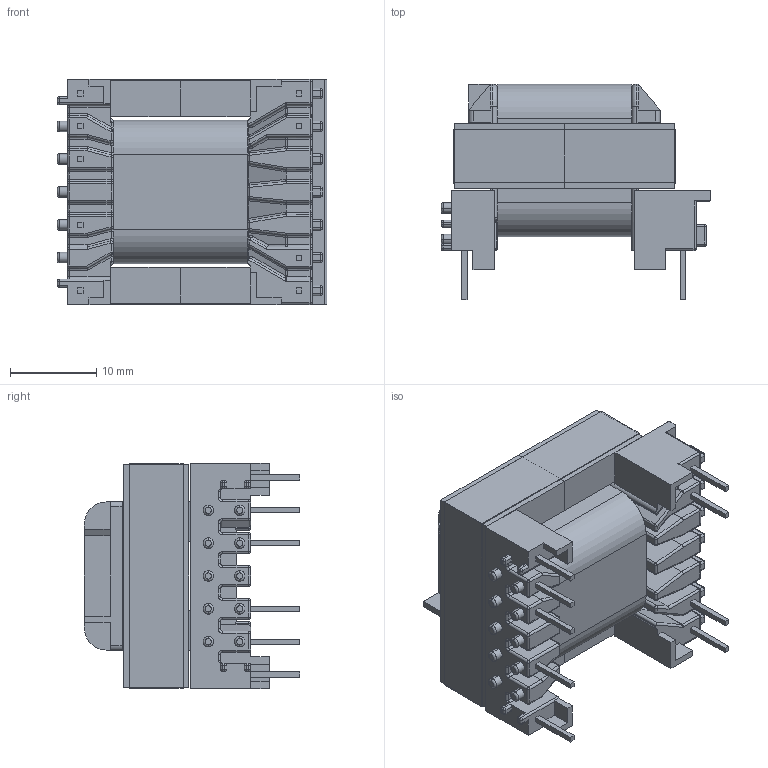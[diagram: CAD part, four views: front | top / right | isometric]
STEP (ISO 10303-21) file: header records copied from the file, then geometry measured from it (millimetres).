
FILE_DESCRIPTION (( 'STEP AP214' ), '1' );
FILE_NAME ('EE25-13-7_5644_MP2-4-10-11-12.STEP', '2021-06-30T19:56:51', ( '' ), ( '' ), 'SwSTEP 2.0', 'SolidWorks 2017', '' );
FILE_SCHEMA (( 'AUTOMOTIVE_DESIGN' ));
Length unit declared in the file: millimetre
Products named in the file (5): 070-5644_6A; 150-2108_6A; EE25-13-7_5644_MP2-4-10-11-12; 440-9988-2108; 070-5644_coil
Assembly tree (5 placements, depth 2):
  EE25-13-7_5644_MP2-4-10-11-12
    070-5644_6A
    070-5644_coil
    150-2108_6A  x2
    440-9988-2108
Bounding box: 31.29 x 24.98 x 26.12 mm (x, y, z)
Volume: 9522.3 mm3; surface area: 10168.4 mm2
Topology: 5 solids, 5 shells, 843 faces, 2045 edges, 1130 vertices
Faces by surface type: cylinder 330, plane 303, sphere 94, bspline 62, torus 54
Entity records: 24793 total; most frequent: CARTESIAN_POINT 5437, DIRECTION 3949, ORIENTED_EDGE 3802, EDGE_CURVE 1901, AXIS2_PLACEMENT_3D 1441, VERTEX_POINT 1106, LINE 1067, VECTOR 1067
